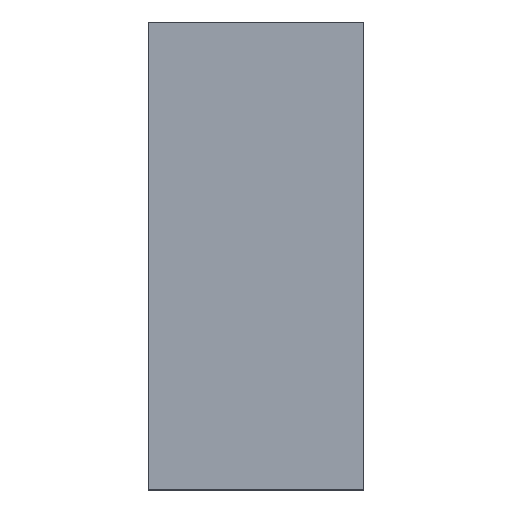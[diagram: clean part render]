
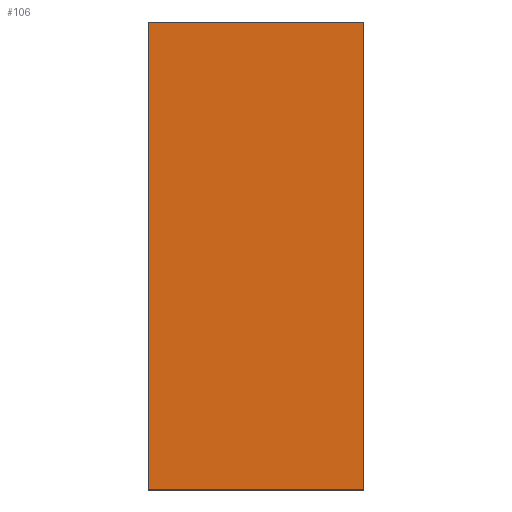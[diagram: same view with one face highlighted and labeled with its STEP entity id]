
A CAD part, top view. The second image highlights one B-rep face of the part: STEP entity #106.
In plain terms, the highlighted planar face has unit normal (0, 0, 1).
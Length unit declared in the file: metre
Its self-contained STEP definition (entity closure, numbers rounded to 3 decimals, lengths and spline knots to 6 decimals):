
#20=ORIENTED_EDGE('',*,*,#44,.F.);
#21=ORIENTED_EDGE('',*,*,#45,.F.);
#22=ORIENTED_EDGE('',*,*,#46,.T.);
#23=ORIENTED_EDGE('',*,*,#47,.T.);
#44=EDGE_CURVE('',#56,#57,#64,.T.);
#45=EDGE_CURVE('',#58,#56,#65,.T.);
#46=EDGE_CURVE('',#58,#59,#66,.T.);
#47=EDGE_CURVE('',#59,#57,#67,.T.);
#56=VERTEX_POINT('',#160);
#57=VERTEX_POINT('',#161);
#58=VERTEX_POINT('',#163);
#59=VERTEX_POINT('',#165);
#64=LINE('',#159,#76);
#65=LINE('',#162,#77);
#66=LINE('',#164,#78);
#67=LINE('',#166,#79);
#76=VECTOR('',#135,1.);
#77=VECTOR('',#136,1.);
#78=VECTOR('',#137,1.);
#79=VECTOR('',#138,1.);
#88=EDGE_LOOP('',(#20,#21,#22,#23));
#94=FACE_BOUND('',#88,.T.);
#100=PLANE('',#125);
#106=ADVANCED_FACE('',(#94),#100,.T.);
#125=AXIS2_PLACEMENT_3D('',#158,#133,#134);
#133=DIRECTION('',(0.,0.,1.));
#134=DIRECTION('',(1.,0.,0.));
#135=DIRECTION('',(1.,0.,0.));
#136=DIRECTION('',(0.,1.,0.));
#137=DIRECTION('',(1.,0.,0.));
#138=DIRECTION('',(0.,1.,0.));
#158=CARTESIAN_POINT('',(0.008242,-0.065,-0.012643));
#159=CARTESIAN_POINT('',(0.008242,0.,-0.012643));
#160=CARTESIAN_POINT('',(-0.014258,0.,-0.012643));
#161=CARTESIAN_POINT('',(0.015742,0.,-0.012643));
#162=CARTESIAN_POINT('',(-0.014258,-0.065,-0.012643));
#163=CARTESIAN_POINT('',(-0.014258,-0.065,-0.012643));
#164=CARTESIAN_POINT('',(0.008242,-0.065,-0.012643));
#165=CARTESIAN_POINT('',(0.015742,-0.065,-0.012643));
#166=CARTESIAN_POINT('',(0.015742,-0.065,-0.012643));
